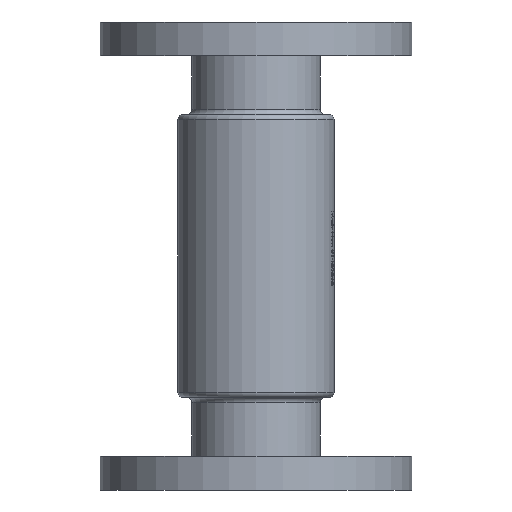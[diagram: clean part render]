
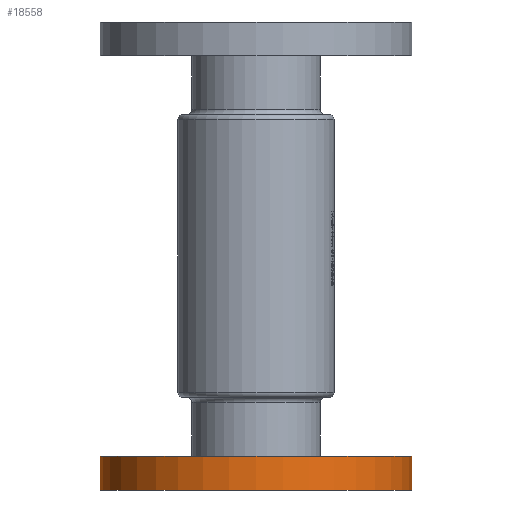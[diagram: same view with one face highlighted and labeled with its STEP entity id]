
A CAD part, front view. The second image highlights one B-rep face of the part: STEP entity #18558.
In plain terms, the highlighted cylindrical face has radius 92.5 mm (diameter 185 mm), a partial arc.
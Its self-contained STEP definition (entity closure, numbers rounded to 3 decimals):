
#188 = CARTESIAN_POINT ( 'NONE',  ( 92.5, 0., -278. ) ) ;
#223 = CARTESIAN_POINT ( 'NONE',  ( -92.5, 0., -278. ) ) ;
#1408 = LINE ( 'NONE', #23549, #4430 ) ;
#1623 = CYLINDRICAL_SURFACE ( 'NONE', #22141, 92.5 ) ;
#1719 = VERTEX_POINT ( 'NONE', #23570 ) ;
#1879 = VECTOR ( 'NONE', #7182, 1000. ) ;
#3999 = FACE_OUTER_BOUND ( 'NONE', #22187, .T. ) ;
#4430 = VECTOR ( 'NONE', #23844, 1000. ) ;
#5164 = EDGE_CURVE ( 'NONE', #17875, #9939, #12447, .T. ) ;
#6213 = ORIENTED_EDGE ( 'NONE', *, *, #10899, .T. ) ;
#6781 = AXIS2_PLACEMENT_3D ( 'NONE', #25365, #7398, #21196 ) ;
#7182 = DIRECTION ( 'NONE',  ( 0., 0., -1. ) ) ;
#7398 = DIRECTION ( 'NONE',  ( 0., 0., 1. ) ) ;
#8911 = DIRECTION ( 'NONE',  ( 0., 0., 1. ) ) ;
#9939 = VERTEX_POINT ( 'NONE', #188 ) ;
#10899 = EDGE_CURVE ( 'NONE', #1719, #17875, #1408, .T. ) ;
#11109 = CARTESIAN_POINT ( 'NONE',  ( 92.5, 0., -258. ) ) ;
#11311 = EDGE_CURVE ( 'NONE', #1719, #16569, #27660, .T. ) ;
#12447 = CIRCLE ( 'NONE', #6781, 92.5 ) ;
#12745 = CARTESIAN_POINT ( 'NONE',  ( 0., 0., -278. ) ) ;
#13195 = CARTESIAN_POINT ( 'NONE',  ( 0., 0., -258. ) ) ;
#13382 = ORIENTED_EDGE ( 'NONE', *, *, #11311, .F. ) ;
#15881 = DIRECTION ( 'NONE',  ( 1., 0., 0. ) ) ;
#16569 = VERTEX_POINT ( 'NONE', #11109 ) ;
#17875 = VERTEX_POINT ( 'NONE', #223 ) ;
#18174 = LINE ( 'NONE', #25147, #1879 ) ;
#18558 = ADVANCED_FACE ( 'NONE', ( #3999 ), #1623, .T. ) ;
#19492 = ORIENTED_EDGE ( 'NONE', *, *, #5164, .T. ) ;
#20076 = AXIS2_PLACEMENT_3D ( 'NONE', #13195, #8911, #15881 ) ;
#21196 = DIRECTION ( 'NONE',  ( 1., 0., 0. ) ) ;
#21819 = DIRECTION ( 'NONE',  ( 0., 0., -1. ) ) ;
#22084 = ORIENTED_EDGE ( 'NONE', *, *, #29134, .F. ) ;
#22109 = DIRECTION ( 'NONE',  ( 1., 0., 0. ) ) ;
#22141 = AXIS2_PLACEMENT_3D ( 'NONE', #12745, #21819, #22109 ) ;
#22187 = EDGE_LOOP ( 'NONE', ( #13382, #6213, #19492, #22084 ) ) ;
#23549 = CARTESIAN_POINT ( 'NONE',  ( -92.5, 0., -278. ) ) ;
#23570 = CARTESIAN_POINT ( 'NONE',  ( -92.5, 0., -258. ) ) ;
#23844 = DIRECTION ( 'NONE',  ( 0., 0., -1. ) ) ;
#25147 = CARTESIAN_POINT ( 'NONE',  ( 92.5, 0., -278. ) ) ;
#25365 = CARTESIAN_POINT ( 'NONE',  ( 0., 0., -278. ) ) ;
#27660 = CIRCLE ( 'NONE', #20076, 92.5 ) ;
#29134 = EDGE_CURVE ( 'NONE', #16569, #9939, #18174, .T. ) ;
